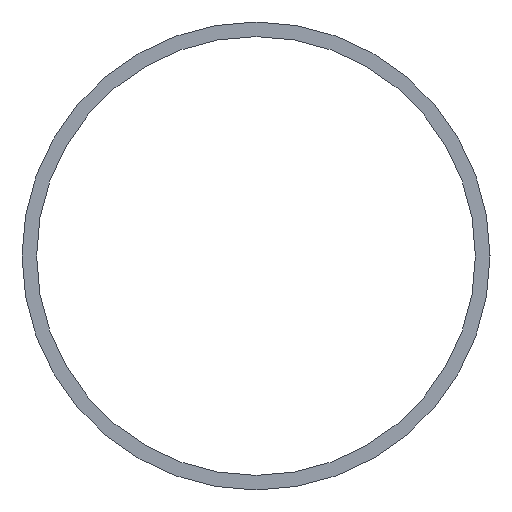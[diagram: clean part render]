
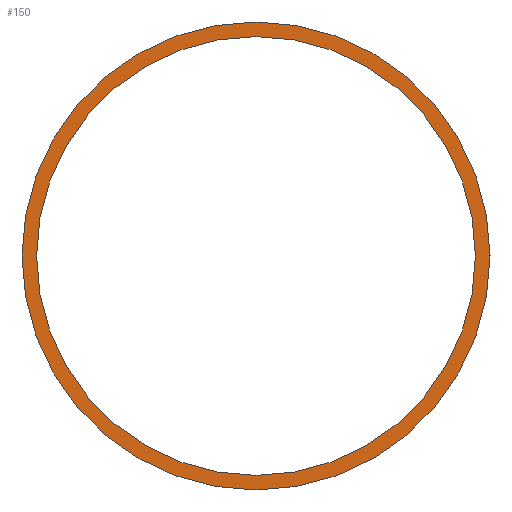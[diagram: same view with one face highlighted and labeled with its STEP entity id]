
A CAD part, left-side view. The second image highlights one B-rep face of the part: STEP entity #150.
In plain terms, the highlighted planar face has unit normal (-1, 0, 0).
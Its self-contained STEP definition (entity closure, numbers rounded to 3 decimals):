
#3 = ORIENTED_EDGE ( 'NONE', *, *, #23, .F. ) ;
#8 = CARTESIAN_POINT ( 'NONE',  ( 0., 0., -18.75 ) ) ;
#15 = DIRECTION ( 'NONE',  ( 1., 0., 0. ) ) ;
#16 = VERTEX_POINT ( 'NONE', #8 ) ;
#18 = AXIS2_PLACEMENT_3D ( 'NONE', #94, #15, #111 ) ;
#22 = AXIS2_PLACEMENT_3D ( 'NONE', #114, #164, #48 ) ;
#23 = EDGE_CURVE ( 'NONE', #61, #61, #131, .T. ) ;
#27 = EDGE_CURVE ( 'NONE', #16, #16, #35, .T. ) ;
#35 = CIRCLE ( 'NONE', #18, 18.75 ) ;
#48 = DIRECTION ( 'NONE',  ( 0., 0., -1. ) ) ;
#50 = CARTESIAN_POINT ( 'NONE',  ( 0., 0., 0. ) ) ;
#61 = VERTEX_POINT ( 'NONE', #87 ) ;
#62 = PLANE ( 'NONE',  #115 ) ;
#77 = DIRECTION ( 'NONE',  ( 0., 0., -1. ) ) ;
#87 = CARTESIAN_POINT ( 'NONE',  ( 0., 0., -20. ) ) ;
#94 = CARTESIAN_POINT ( 'NONE',  ( 0., 0., 0. ) ) ;
#98 = EDGE_LOOP ( 'NONE', ( #110 ) ) ;
#104 = EDGE_LOOP ( 'NONE', ( #3 ) ) ;
#110 = ORIENTED_EDGE ( 'NONE', *, *, #27, .T. ) ;
#111 = DIRECTION ( 'NONE',  ( 0., 0., -1. ) ) ;
#114 = CARTESIAN_POINT ( 'NONE',  ( 0., 0., 0. ) ) ;
#115 = AXIS2_PLACEMENT_3D ( 'NONE', #50, #130, #77 ) ;
#123 = FACE_OUTER_BOUND ( 'NONE', #104, .T. ) ;
#130 = DIRECTION ( 'NONE',  ( 1., 0., 0. ) ) ;
#131 = CIRCLE ( 'NONE', #22, 20. ) ;
#150 = ADVANCED_FACE ( 'NONE', ( #123, #168 ), #62, .F. ) ;
#164 = DIRECTION ( 'NONE',  ( 1., 0., 0. ) ) ;
#168 = FACE_BOUND ( 'NONE', #98, .T. ) ;
